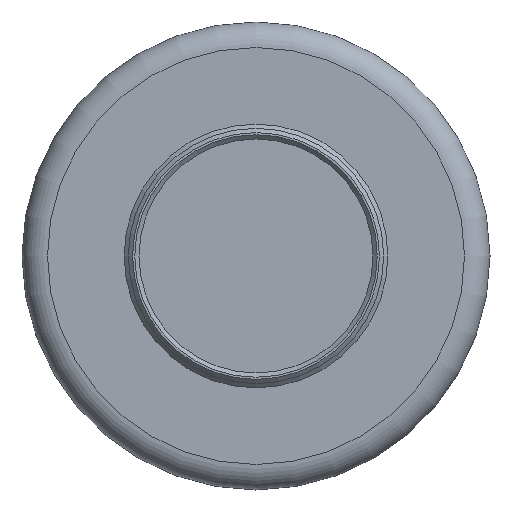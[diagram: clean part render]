
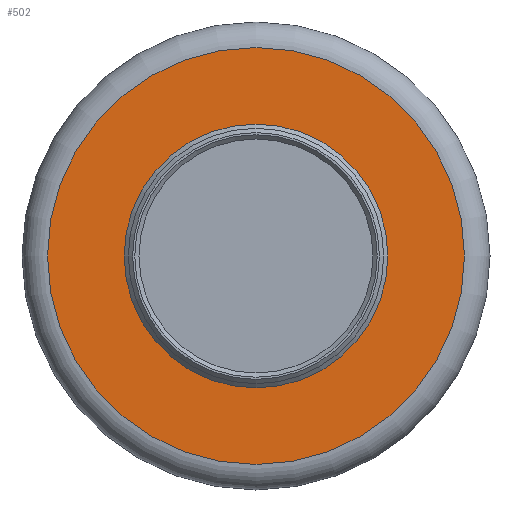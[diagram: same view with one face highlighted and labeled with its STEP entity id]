
A CAD part, front view. The second image highlights one B-rep face of the part: STEP entity #502.
In plain terms, the highlighted planar face has unit normal (0, -1, 0).
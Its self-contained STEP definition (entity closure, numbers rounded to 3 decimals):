
#18=FACE_BOUND('',#114,.T.);
#39=PLANE('',#577);
#81=FACE_OUTER_BOUND('',#113,.T.);
#113=EDGE_LOOP('',(#435,#436));
#114=EDGE_LOOP('',(#437));
#202=CIRCLE('',#571,1.55);
#207=CIRCLE('',#578,2.45);
#208=CIRCLE('',#579,2.45);
#249=VERTEX_POINT('',#870);
#254=VERTEX_POINT('',#884);
#255=VERTEX_POINT('',#885);
#313=EDGE_CURVE('',#249,#249,#202,.T.);
#320=EDGE_CURVE('',#254,#255,#207,.T.);
#321=EDGE_CURVE('',#255,#254,#208,.T.);
#435=ORIENTED_EDGE('',*,*,#320,.F.);
#436=ORIENTED_EDGE('',*,*,#321,.F.);
#437=ORIENTED_EDGE('',*,*,#313,.F.);
#502=ADVANCED_FACE('',(#81,#18),#39,.F.);
#571=AXIS2_PLACEMENT_3D('',#871,#711,#712);
#577=AXIS2_PLACEMENT_3D('',#883,#725,#726);
#578=AXIS2_PLACEMENT_3D('',#886,#727,#728);
#579=AXIS2_PLACEMENT_3D('',#887,#729,#730);
#711=DIRECTION('center_axis',(0.,-1.,0.));
#712=DIRECTION('ref_axis',(1.,0.,0.));
#725=DIRECTION('center_axis',(0.,1.,0.));
#726=DIRECTION('ref_axis',(0.,0.,1.));
#727=DIRECTION('center_axis',(0.,1.,0.));
#728=DIRECTION('ref_axis',(-1.,0.,0.));
#729=DIRECTION('center_axis',(0.,1.,0.));
#730=DIRECTION('ref_axis',(-1.,0.,0.));
#870=CARTESIAN_POINT('',(-1.55,6.,0.));
#871=CARTESIAN_POINT('Origin',(0.,6.,0.));
#883=CARTESIAN_POINT('Origin',(0.,6.,0.));
#884=CARTESIAN_POINT('',(2.45,6.,0.));
#885=CARTESIAN_POINT('',(0.,6.,-2.45));
#886=CARTESIAN_POINT('Origin',(0.,6.,0.));
#887=CARTESIAN_POINT('Origin',(0.,6.,0.));
